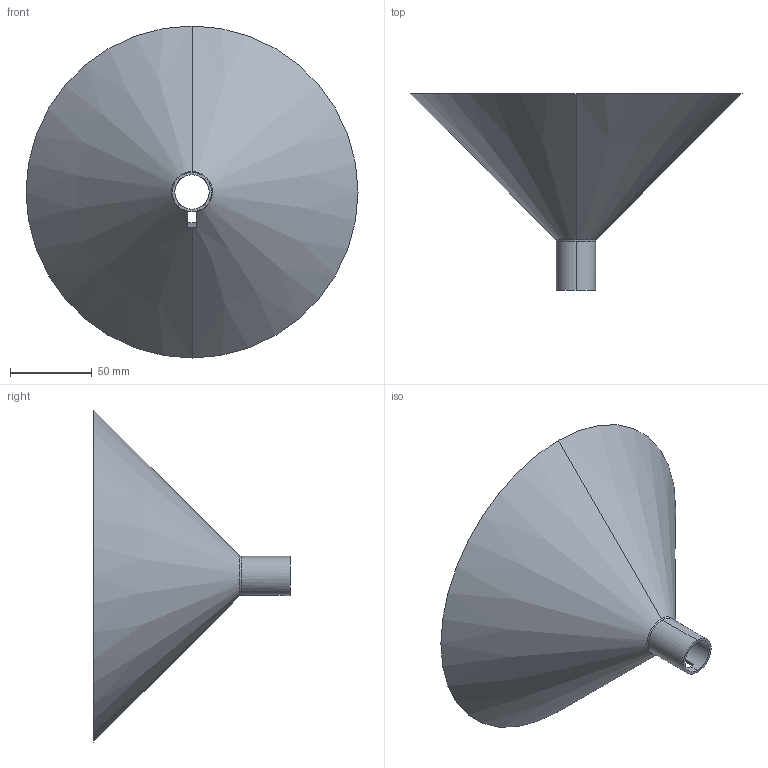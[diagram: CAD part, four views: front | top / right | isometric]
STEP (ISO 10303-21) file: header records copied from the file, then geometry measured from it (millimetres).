
FILE_DESCRIPTION (( 'STEP AP203' ), '1' );
FILE_NAME ('Funnel.STEP', '2024-06-03T15:25:36', ( '' ), ( '' ), 'SwSTEP 2.0', 'SolidWorks 2023', '' );
FILE_SCHEMA (( 'CONFIG_CONTROL_DESIGN' ));
Length unit declared in the file: millimetre
Products named in the file (1): Funnel
Bounding box: 202.76 x 120 x 202.76 mm (x, y, z)
Volume: 69203.4 mm3; surface area: 93859.4 mm2
Topology: 1 solids, 1 shells, 16 faces, 48 edges, 32 vertices
Faces by surface type: cylinder 6, cone 4, plane 4, torus 2
Entity records: 673 total; most frequent: CARTESIAN_POINT 165, ORIENTED_EDGE 96, DIRECTION 86, EDGE_CURVE 48, AXIS2_PLACEMENT_3D 37, VERTEX_POINT 32, CIRCLE 20, EDGE_LOOP 18
